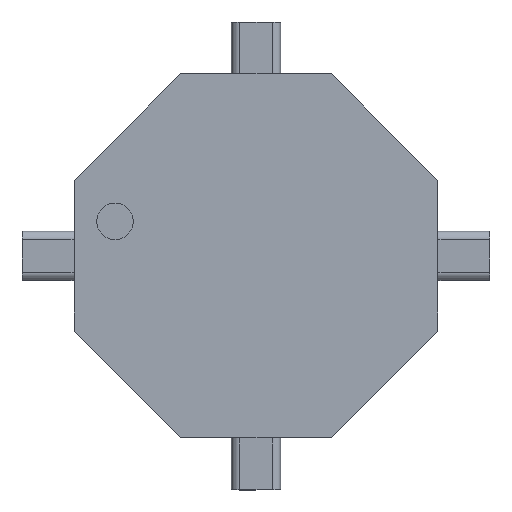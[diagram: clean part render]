
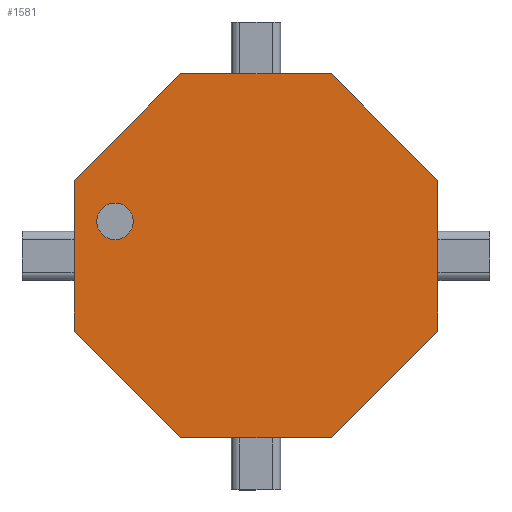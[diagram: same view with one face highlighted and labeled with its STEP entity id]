
A CAD part, top view. The second image highlights one B-rep face of the part: STEP entity #1581.
In plain terms, the highlighted planar face has unit normal (0, 0, 1).
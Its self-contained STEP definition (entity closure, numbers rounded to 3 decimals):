
#1243=CARTESIAN_POINT('',(-3.,0.84,4.19));
#1244=VERTEX_POINT('',#1243);
#1253=CARTESIAN_POINT('',(-3.89,0.84,4.19));
#1254=VERTEX_POINT('',#1253);
#1255=CARTESIAN_POINT('',(-3.445,0.84,4.19));
#1256=DIRECTION('',(0.0,0.0,-1.0));
#1257=DIRECTION('',(1.0,0.0,0.0));
#1258=AXIS2_PLACEMENT_3D('',#1255,#1256,#1257);
#1259=CIRCLE('',#1258,0.445);
#1260=EDGE_CURVE('',#1254,#1244,#1259,.T.);
#1294=CARTESIAN_POINT('',(-3.445,0.84,4.19));
#1295=DIRECTION('',(0.0,0.0,-1.0));
#1296=DIRECTION('',(1.0,0.0,0.0));
#1297=AXIS2_PLACEMENT_3D('',#1294,#1295,#1296);
#1298=CIRCLE('',#1297,0.445);
#1299=EDGE_CURVE('',#1244,#1254,#1298,.T.);
#1319=CARTESIAN_POINT('',(-4.445,-1.84,4.19));
#1320=VERTEX_POINT('',#1319);
#1321=CARTESIAN_POINT('',(-4.445,1.84,4.19));
#1322=VERTEX_POINT('',#1321);
#1323=CARTESIAN_POINT('',(-4.445,-1.84,4.19));
#1324=DIRECTION('',(0.0,1.0,0.0));
#1325=VECTOR('',#1324,3.68);
#1326=LINE('',#1323,#1325);
#1327=EDGE_CURVE('',#1320,#1322,#1326,.T.);
#1359=CARTESIAN_POINT('',(-1.84,4.445,4.19));
#1360=VERTEX_POINT('',#1359);
#1361=CARTESIAN_POINT('',(-4.445,1.84,4.19));
#1362=DIRECTION('',(0.707,0.707,0.0));
#1363=VECTOR('',#1362,3.684);
#1364=LINE('',#1361,#1363);
#1365=EDGE_CURVE('',#1322,#1360,#1364,.T.);
#1390=CARTESIAN_POINT('',(1.84,4.445,4.19));
#1391=VERTEX_POINT('',#1390);
#1392=CARTESIAN_POINT('',(-1.84,4.445,4.19));
#1393=DIRECTION('',(1.0,0.0,0.0));
#1394=VECTOR('',#1393,3.68);
#1395=LINE('',#1392,#1394);
#1396=EDGE_CURVE('',#1360,#1391,#1395,.T.);
#1421=CARTESIAN_POINT('',(4.445,1.84,4.19));
#1422=VERTEX_POINT('',#1421);
#1423=CARTESIAN_POINT('',(1.84,4.445,4.19));
#1424=DIRECTION('',(0.707,-0.707,0.0));
#1425=VECTOR('',#1424,3.684);
#1426=LINE('',#1423,#1425);
#1427=EDGE_CURVE('',#1391,#1422,#1426,.T.);
#1452=CARTESIAN_POINT('',(4.445,-1.84,4.19));
#1453=VERTEX_POINT('',#1452);
#1454=CARTESIAN_POINT('',(4.445,1.84,4.19));
#1455=DIRECTION('',(0.0,-1.0,0.0));
#1456=VECTOR('',#1455,3.68);
#1457=LINE('',#1454,#1456);
#1458=EDGE_CURVE('',#1422,#1453,#1457,.T.);
#1483=CARTESIAN_POINT('',(1.84,-4.445,4.19));
#1484=VERTEX_POINT('',#1483);
#1485=CARTESIAN_POINT('',(4.445,-1.84,4.19));
#1486=DIRECTION('',(-0.707,-0.707,0.0));
#1487=VECTOR('',#1486,3.684);
#1488=LINE('',#1485,#1487);
#1489=EDGE_CURVE('',#1453,#1484,#1488,.T.);
#1514=CARTESIAN_POINT('',(-1.84,-4.445,4.19));
#1515=VERTEX_POINT('',#1514);
#1516=CARTESIAN_POINT('',(1.84,-4.445,4.19));
#1517=DIRECTION('',(-1.0,0.0,0.0));
#1518=VECTOR('',#1517,3.68);
#1519=LINE('',#1516,#1518);
#1520=EDGE_CURVE('',#1484,#1515,#1519,.T.);
#1545=CARTESIAN_POINT('',(-1.84,-4.445,4.19));
#1546=DIRECTION('',(-0.707,0.707,0.0));
#1547=VECTOR('',#1546,3.684);
#1548=LINE('',#1545,#1547);
#1549=EDGE_CURVE('',#1515,#1320,#1548,.T.);
#1562=CARTESIAN_POINT('',(0.,0.,4.19));
#1563=DIRECTION('',(0.0,0.0,1.0));
#1564=DIRECTION('',(1.0,0.0,0.0));
#1565=AXIS2_PLACEMENT_3D('',#1562,#1563,#1564);
#1566=PLANE('',#1565);
#1567=ORIENTED_EDGE('',*,*,#1327,.F.);
#1568=ORIENTED_EDGE('',*,*,#1549,.F.);
#1569=ORIENTED_EDGE('',*,*,#1520,.F.);
#1570=ORIENTED_EDGE('',*,*,#1489,.F.);
#1571=ORIENTED_EDGE('',*,*,#1458,.F.);
#1572=ORIENTED_EDGE('',*,*,#1427,.F.);
#1573=ORIENTED_EDGE('',*,*,#1396,.F.);
#1574=ORIENTED_EDGE('',*,*,#1365,.F.);
#1575=EDGE_LOOP('',(#1567,#1568,#1569,#1570,#1571,#1572,#1573,#1574));
#1576=FACE_OUTER_BOUND('',#1575,.T.);
#1577=ORIENTED_EDGE('',*,*,#1299,.T.);
#1578=ORIENTED_EDGE('',*,*,#1260,.T.);
#1579=EDGE_LOOP('',(#1577,#1578));
#1580=FACE_BOUND('',#1579,.T.);
#1581=ADVANCED_FACE('',(#1576,#1580),#1566,.T.);
